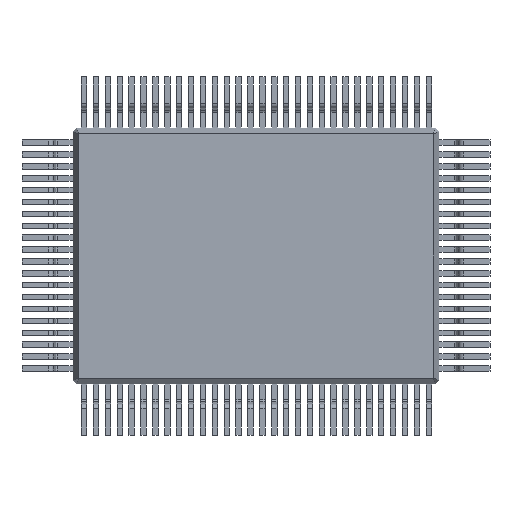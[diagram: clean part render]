
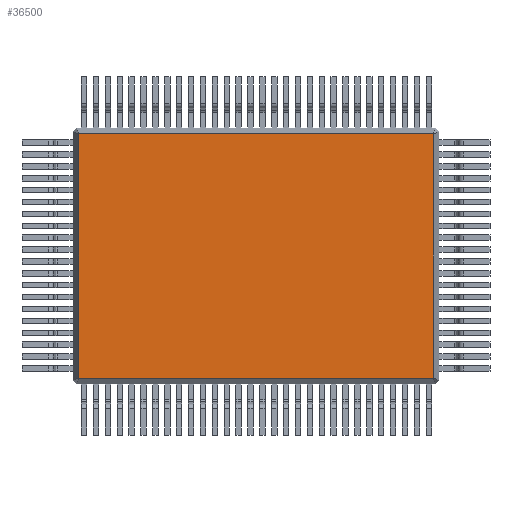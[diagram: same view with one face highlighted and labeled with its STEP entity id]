
A CAD part, front view. The second image highlights one B-rep face of the part: STEP entity #36500.
In plain terms, the highlighted planar face has unit normal (0, -1, 0).
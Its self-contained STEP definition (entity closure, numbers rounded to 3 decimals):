
#16=DIRECTION('',(0.,0.,1.));
#17=VECTOR('',#16,13.351);
#18=CARTESIAN_POINT('',(9.7,0.,-6.676));
#19=LINE('',#18,#17);
#24=DIRECTION('',(0.707,0.,0.707));
#25=VECTOR('',#24,0.034);
#26=CARTESIAN_POINT('',(9.676,0.,-6.7));
#27=LINE('',#26,#25);
#31=DIRECTION('',(1.,0.,0.));
#32=VECTOR('',#31,19.351);
#33=CARTESIAN_POINT('',(-9.676,0.,-6.7));
#34=LINE('',#33,#32);
#38=DIRECTION('',(0.707,0.,-0.707));
#39=VECTOR('',#38,0.034);
#40=CARTESIAN_POINT('',(-9.7,0.,-6.676));
#41=LINE('',#40,#39);
#45=DIRECTION('',(0.,0.,-1.));
#46=VECTOR('',#45,13.351);
#47=CARTESIAN_POINT('',(-9.7,0.,6.676));
#48=LINE('',#47,#46);
#52=DIRECTION('',(-0.707,0.,-0.707));
#53=VECTOR('',#52,0.034);
#54=CARTESIAN_POINT('',(-9.676,0.,6.7));
#55=LINE('',#54,#53);
#59=DIRECTION('',(-1.,0.,0.));
#60=VECTOR('',#59,19.351);
#61=CARTESIAN_POINT('',(9.676,0.,6.7));
#62=LINE('',#61,#60);
#66=DIRECTION('',(-0.707,0.,0.707));
#67=VECTOR('',#66,0.034);
#68=CARTESIAN_POINT('',(9.7,0.,6.676));
#69=LINE('',#68,#67);
#30813=CARTESIAN_POINT('',(9.7,0.,-6.676));
#30814=CARTESIAN_POINT('',(9.7,0.,6.676));
#30815=VERTEX_POINT('',#30813);
#30816=VERTEX_POINT('',#30814);
#30825=CARTESIAN_POINT('',(-9.676,0.,-6.7));
#30826=CARTESIAN_POINT('',(9.676,0.,-6.7));
#30827=VERTEX_POINT('',#30825);
#30828=VERTEX_POINT('',#30826);
#30833=CARTESIAN_POINT('',(-9.7,0.,6.676));
#30834=CARTESIAN_POINT('',(-9.7,0.,-6.676));
#30835=VERTEX_POINT('',#30833);
#30836=VERTEX_POINT('',#30834);
#30837=CARTESIAN_POINT('',(9.676,0.,6.7));
#30838=CARTESIAN_POINT('',(-9.676,0.,6.7));
#30839=VERTEX_POINT('',#30837);
#30840=VERTEX_POINT('',#30838);
#36477=CARTESIAN_POINT('',(0.,0.,0.));
#36478=DIRECTION('',(0.,1.,0.));
#36479=DIRECTION('',(1.,0.,0.));
#36480=AXIS2_PLACEMENT_3D('',#36477,#36478,#36479);
#36481=PLANE('',#36480);
#36483=ORIENTED_EDGE('',*,*,#36482,.F.);
#36485=ORIENTED_EDGE('',*,*,#36484,.F.);
#36487=ORIENTED_EDGE('',*,*,#36486,.F.);
#36489=ORIENTED_EDGE('',*,*,#36488,.F.);
#36491=ORIENTED_EDGE('',*,*,#36490,.F.);
#36493=ORIENTED_EDGE('',*,*,#36492,.F.);
#36495=ORIENTED_EDGE('',*,*,#36494,.F.);
#36497=ORIENTED_EDGE('',*,*,#36496,.F.);
#36498=EDGE_LOOP('',(#36483,#36485,#36487,#36489,#36491,#36493,#36495,#36497));
#36499=FACE_OUTER_BOUND('',#36498,.F.);
#36500=ADVANCED_FACE('',(#36499),#36481,.F.);
#36482=EDGE_CURVE('',#30815,#30816,#19,.T.);
#36484=EDGE_CURVE('',#30828,#30815,#27,.T.);
#36486=EDGE_CURVE('',#30827,#30828,#34,.T.);
#36488=EDGE_CURVE('',#30836,#30827,#41,.T.);
#36490=EDGE_CURVE('',#30835,#30836,#48,.T.);
#36492=EDGE_CURVE('',#30840,#30835,#55,.T.);
#36494=EDGE_CURVE('',#30839,#30840,#62,.T.);
#36496=EDGE_CURVE('',#30816,#30839,#69,.T.);
